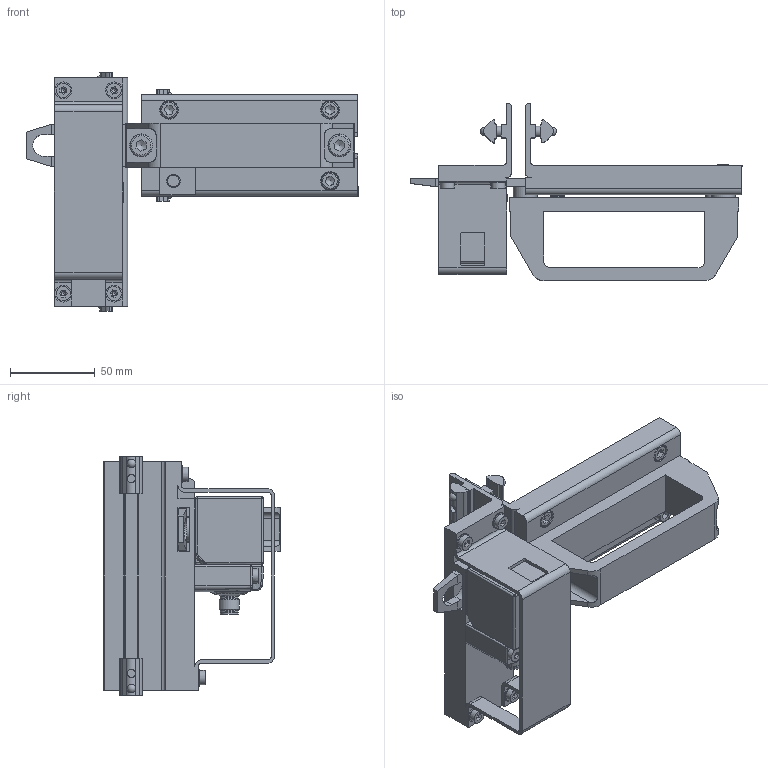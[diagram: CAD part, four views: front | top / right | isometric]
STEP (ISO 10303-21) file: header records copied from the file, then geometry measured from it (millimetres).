
FILE_DESCRIPTION((''),'2;1');
FILE_NAME('SZ8017V.stp','2013-01-02T13:30:42',('marina kaa'),(''),'Autodesk Inventor 2012','Autodesk Inventor 2012','');
FILE_SCHEMA(('AUTOMOTIVE_DESIGN { 1 0 10303 214 1 1 1 1 }'));
Length unit declared in the file: millimetre
Products named in the file (1): SZ8017V_K
Bounding box: 196 x 104.6 x 141 mm (x, y, z)
Volume: 412507.4 mm3; surface area: 143513.3 mm2
Topology: 10 solids, 25 shells, 1367 faces, 3574 edges, 2291 vertices
Faces by surface type: plane 786, cylinder 455, cone 60, sphere 24, bspline 22, torus 20
Full cylindrical faces by diameter (mm): 0.8 x8, 2.5 x6, 4.134 x6, 4.4 x2, 4.5 x4, 4.917 x7, 5 x6, 5.1 x4, 5.5 x6, 6 x8, 6.4 x5, 6.502 x1, 6.6 x8, 6.647 x1, 8 x6, 8.4 x2, 8.5 x10, 9.45 x1, 9.6 x1, 9.8 x1, 10 x8, 10.4 x1, 10.75 x2, 11 x4, 12 x5, 13 x2, 14 x2, 20 x1, 20.5 x1, 34 x1
Entity records: 49010 total; most frequent: CARTESIAN_POINT 14802, DIRECTION 7087, ORIENTED_EDGE 6470, EDGE_CURVE 3235, AXIS2_PLACEMENT_3D 2647, VERTEX_POINT 2166, VECTOR 1793, LINE 1793
